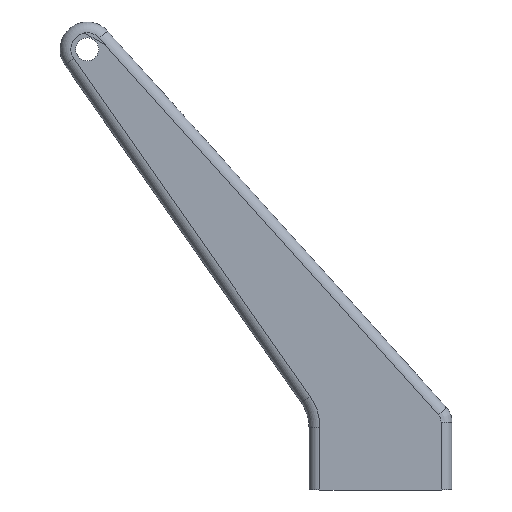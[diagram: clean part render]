
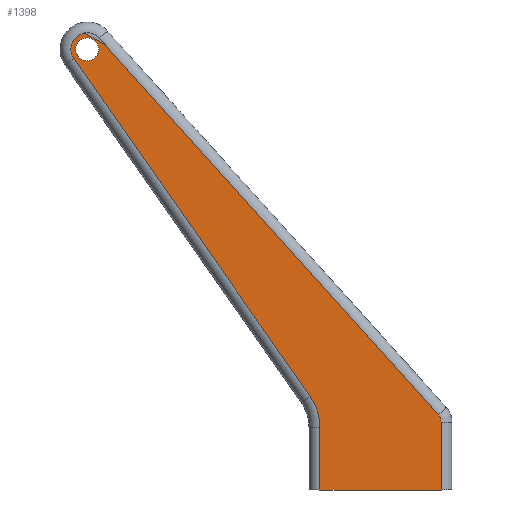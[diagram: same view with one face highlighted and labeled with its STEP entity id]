
A CAD part, left-side view. The second image highlights one B-rep face of the part: STEP entity #1398.
In plain terms, the highlighted planar face has unit normal (-1, 0, 0).
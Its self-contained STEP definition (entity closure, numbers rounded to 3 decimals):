
#19=FACE_BOUND('',#198,.T.);
#27=PLANE('',#1532);
#115=FACE_OUTER_BOUND('',#197,.T.);
#197=EDGE_LOOP('',(#1063,#1064,#1065,#1066,#1067,#1068,#1069,#1070,#1071));
#198=EDGE_LOOP('',(#1072));
#293=LINE('',#2387,#430);
#294=LINE('',#2398,#431);
#296=LINE('',#2402,#433);
#297=LINE('',#2404,#434);
#298=LINE('',#2408,#435);
#299=LINE('',#2409,#436);
#430=VECTOR('',#1772,10.);
#431=VECTOR('',#1785,10.);
#433=VECTOR('',#1789,10.);
#434=VECTOR('',#1790,10.);
#435=VECTOR('',#1793,10.);
#436=VECTOR('',#1794,10.);
#553=CIRCLE('',#1522,1.5);
#557=CIRCLE('',#1528,5.);
#560=CIRCLE('',#1533,1.);
#561=CIRCLE('',#1534,1.05);
#638=VERTEX_POINT('',#2377);
#639=VERTEX_POINT('',#2379);
#641=VERTEX_POINT('',#2385);
#643=VERTEX_POINT('',#2390);
#645=VERTEX_POINT('',#2396);
#646=VERTEX_POINT('',#2401);
#647=VERTEX_POINT('',#2403);
#648=VERTEX_POINT('',#2405);
#649=VERTEX_POINT('',#2407);
#650=VERTEX_POINT('',#2410);
#793=EDGE_CURVE('',#638,#639,#553,.T.);
#797=EDGE_CURVE('',#641,#638,#293,.T.);
#799=EDGE_CURVE('',#643,#641,#557,.T.);
#802=EDGE_CURVE('',#645,#643,#294,.T.);
#804=EDGE_CURVE('',#645,#646,#296,.T.);
#805=EDGE_CURVE('',#647,#646,#297,.T.);
#806=EDGE_CURVE('',#648,#647,#560,.T.);
#807=EDGE_CURVE('',#649,#648,#298,.T.);
#808=EDGE_CURVE('',#649,#639,#299,.T.);
#809=EDGE_CURVE('',#650,#650,#561,.T.);
#1063=ORIENTED_EDGE('',*,*,#793,.F.);
#1064=ORIENTED_EDGE('',*,*,#797,.F.);
#1065=ORIENTED_EDGE('',*,*,#799,.F.);
#1066=ORIENTED_EDGE('',*,*,#802,.F.);
#1067=ORIENTED_EDGE('',*,*,#804,.T.);
#1068=ORIENTED_EDGE('',*,*,#805,.F.);
#1069=ORIENTED_EDGE('',*,*,#806,.F.);
#1070=ORIENTED_EDGE('',*,*,#807,.F.);
#1071=ORIENTED_EDGE('',*,*,#808,.T.);
#1072=ORIENTED_EDGE('',*,*,#809,.T.);
#1398=ADVANCED_FACE('',(#115,#19),#27,.F.);
#1522=AXIS2_PLACEMENT_3D('',#2380,#1763,#1764);
#1528=AXIS2_PLACEMENT_3D('',#2392,#1777,#1778);
#1532=AXIS2_PLACEMENT_3D('',#2400,#1787,#1788);
#1533=AXIS2_PLACEMENT_3D('',#2406,#1791,#1792);
#1534=AXIS2_PLACEMENT_3D('',#2411,#1795,#1796);
#1763=DIRECTION('center_axis',(1.,0.,0.));
#1764=DIRECTION('ref_axis',(0.,0.98,0.199));
#1772=DIRECTION('',(0.,0.574,0.819));
#1777=DIRECTION('center_axis',(-1.,0.,0.));
#1778=DIRECTION('ref_axis',(0.,-0.954,0.301));
#1785=DIRECTION('',(0.,0.,1.));
#1787=DIRECTION('center_axis',(1.,0.,0.));
#1788=DIRECTION('ref_axis',(0.,0.,-1.));
#1789=DIRECTION('',(0.,-1.,0.));
#1790=DIRECTION('',(0.,0.,-1.));
#1791=DIRECTION('center_axis',(1.,0.,0.));
#1792=DIRECTION('ref_axis',(0.,-0.934,0.358));
#1793=DIRECTION('',(0.,-0.669,-0.743));
#1794=DIRECTION('',(0.,0.866,0.5));
#1795=DIRECTION('center_axis',(1.,0.,0.));
#1796=DIRECTION('ref_axis',(0.,1.,0.));
#2377=CARTESIAN_POINT('',(360.392,49.834,-85.612));
#2379=CARTESIAN_POINT('',(360.391,48.833,-83.269));
#2380=CARTESIAN_POINT('Origin',(360.392,48.606,-84.752));
#2385=CARTESIAN_POINT('',(360.397,28.163,-116.562));
#2387=CARTESIAN_POINT('',(360.393,44.226,-93.621));
#2390=CARTESIAN_POINT('',(360.397,27.259,-119.43));
#2392=CARTESIAN_POINT('Origin',(360.397,32.259,-119.43));
#2396=CARTESIAN_POINT('',(360.398,27.259,-125.169));
#2398=CARTESIAN_POINT('',(360.396,27.259,-112.012));
#2400=CARTESIAN_POINT('Origin',(360.395,39.653,-102.356));
#2401=CARTESIAN_POINT('',(360.398,16.153,-125.169));
#2402=CARTESIAN_POINT('',(360.398,33.206,-125.169));
#2403=CARTESIAN_POINT('',(360.397,16.153,-118.936));
#2404=CARTESIAN_POINT('',(360.396,16.153,-112.012));
#2405=CARTESIAN_POINT('',(360.397,16.409,-118.267));
#2406=CARTESIAN_POINT('Origin',(360.397,17.153,-118.936));
#2407=CARTESIAN_POINT('',(360.391,46.936,-84.364));
#2408=CARTESIAN_POINT('',(360.396,25.569,-108.095));
#2409=CARTESIAN_POINT('',(360.395,8.306,-106.67));
#2410=CARTESIAN_POINT('',(360.392,47.556,-84.752));
#2411=CARTESIAN_POINT('Origin',(360.392,48.606,-84.752));
